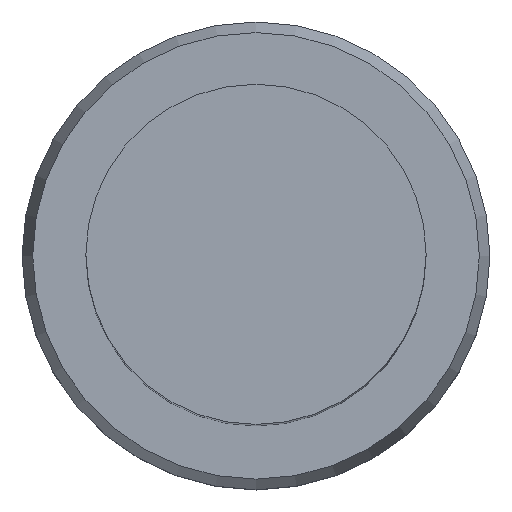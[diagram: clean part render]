
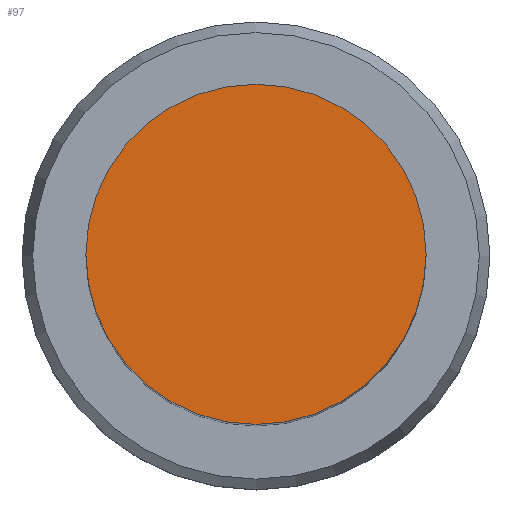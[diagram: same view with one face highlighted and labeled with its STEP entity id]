
A CAD part, top view. The second image highlights one B-rep face of the part: STEP entity #97.
In plain terms, the highlighted planar face has unit normal (0, 0, 1).
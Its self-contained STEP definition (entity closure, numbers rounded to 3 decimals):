
#97=ADVANCED_FACE('240[2]',(#211),#212,.T.);
#103=EDGE_CURVE('240[2]',#220,#220,#221,.T.);
#211=FACE_OUTER_BOUND('',#344,.T.);
#212=PLANE('',#345);
#220=VERTEX_POINT('',#356);
#221=CIRCLE('',#357,8.0);
#344=EDGE_LOOP('',(#476));
#345=AXIS2_PLACEMENT_3D('',#477,#478,#479);
#356=CARTESIAN_POINT('',(0.,8.,77.5));
#357=AXIS2_PLACEMENT_3D('',#486,#487,#488);
#476=ORIENTED_EDGE('',*,*,#103,.F.);
#477=CARTESIAN_POINT('',(0.,4.,77.5));
#478=DIRECTION('',(0.,0.,1.0));
#479=DIRECTION('',(1.0,0.,0.0));
#486=CARTESIAN_POINT('',(0.,0.,77.5));
#487=DIRECTION('',(0.,0.,-1.0));
#488=DIRECTION('',(0.,1.0,0.));
